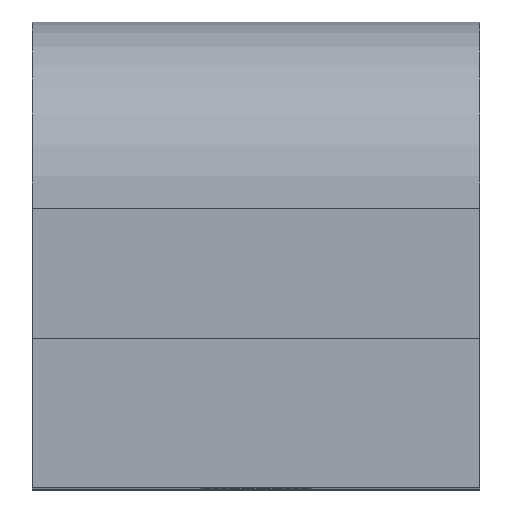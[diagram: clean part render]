
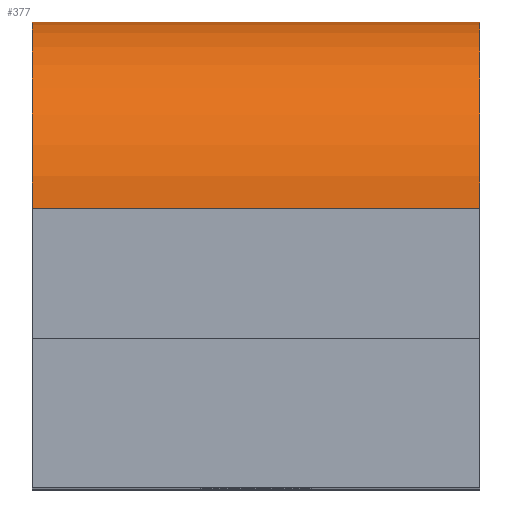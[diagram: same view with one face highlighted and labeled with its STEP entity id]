
A CAD part, top view. The second image highlights one B-rep face of the part: STEP entity #377.
In plain terms, the highlighted cylindrical face has radius 5 mm (diameter 10 mm), a partial arc.
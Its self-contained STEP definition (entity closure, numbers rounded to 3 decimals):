
#15 = CARTESIAN_POINT ( 'NONE',  ( 0., 4., 4.05 ) ) ;
#35 = AXIS2_PLACEMENT_3D ( 'NONE', #171, #601, #159 ) ;
#95 = DIRECTION ( 'NONE',  ( -1., 0., 0. ) ) ;
#114 = ORIENTED_EDGE ( 'NONE', *, *, #381, .T. ) ;
#145 = DIRECTION ( 'NONE',  ( 0., 0., 1. ) ) ;
#159 = DIRECTION ( 'NONE',  ( 0., 0., 1. ) ) ;
#171 = CARTESIAN_POINT ( 'NONE',  ( 12., 4., 4.05 ) ) ;
#180 = VECTOR ( 'NONE', #95, 1000. ) ;
#222 = CARTESIAN_POINT ( 'NONE',  ( 0., 4., 9.05 ) ) ;
#231 = EDGE_CURVE ( 'NONE', #689, #486, #894, .T. ) ;
#281 = ORIENTED_EDGE ( 'NONE', *, *, #231, .T. ) ;
#287 = EDGE_CURVE ( 'NONE', #689, #764, #848, .T. ) ;
#289 = DIRECTION ( 'NONE',  ( 1., 0., 0. ) ) ;
#291 = VERTEX_POINT ( 'NONE', #222 ) ;
#362 = CARTESIAN_POINT ( 'NONE',  ( 12., 4., 4.05 ) ) ;
#365 = EDGE_LOOP ( 'NONE', ( #114, #676, #651, #281 ) ) ;
#377 = ADVANCED_FACE ( 'NONE', ( #471 ), #752, .T. ) ;
#381 = EDGE_CURVE ( 'NONE', #486, #291, #948, .T. ) ;
#392 = DIRECTION ( 'NONE',  ( 1., 0., 0. ) ) ;
#412 = CARTESIAN_POINT ( 'NONE',  ( 12., 4., 9.05 ) ) ;
#435 = CARTESIAN_POINT ( 'NONE',  ( 12., 9., 4.05 ) ) ;
#452 = EDGE_CURVE ( 'NONE', #764, #291, #530, .T. ) ;
#457 = DIRECTION ( 'NONE',  ( 0., 0., 1. ) ) ;
#471 = FACE_OUTER_BOUND ( 'NONE', #365, .T. ) ;
#486 = VERTEX_POINT ( 'NONE', #926 ) ;
#530 = LINE ( 'NONE', #671, #180 ) ;
#581 = DIRECTION ( 'NONE',  ( -1., 0., 0. ) ) ;
#596 = AXIS2_PLACEMENT_3D ( 'NONE', #362, #289, #145 ) ;
#601 = DIRECTION ( 'NONE',  ( -1., 0., 0. ) ) ;
#651 = ORIENTED_EDGE ( 'NONE', *, *, #287, .F. ) ;
#671 = CARTESIAN_POINT ( 'NONE',  ( 12., 4., 9.05 ) ) ;
#676 = ORIENTED_EDGE ( 'NONE', *, *, #452, .F. ) ;
#689 = VERTEX_POINT ( 'NONE', #966 ) ;
#719 = VECTOR ( 'NONE', #581, 1000. ) ;
#752 = CYLINDRICAL_SURFACE ( 'NONE', #35, 5. ) ;
#764 = VERTEX_POINT ( 'NONE', #412 ) ;
#848 = CIRCLE ( 'NONE', #596, 5. ) ;
#894 = LINE ( 'NONE', #435, #719 ) ;
#903 = AXIS2_PLACEMENT_3D ( 'NONE', #15, #392, #457 ) ;
#926 = CARTESIAN_POINT ( 'NONE',  ( 0., 9., 4.05 ) ) ;
#948 = CIRCLE ( 'NONE', #903, 5. ) ;
#966 = CARTESIAN_POINT ( 'NONE',  ( 12., 9., 4.05 ) ) ;
